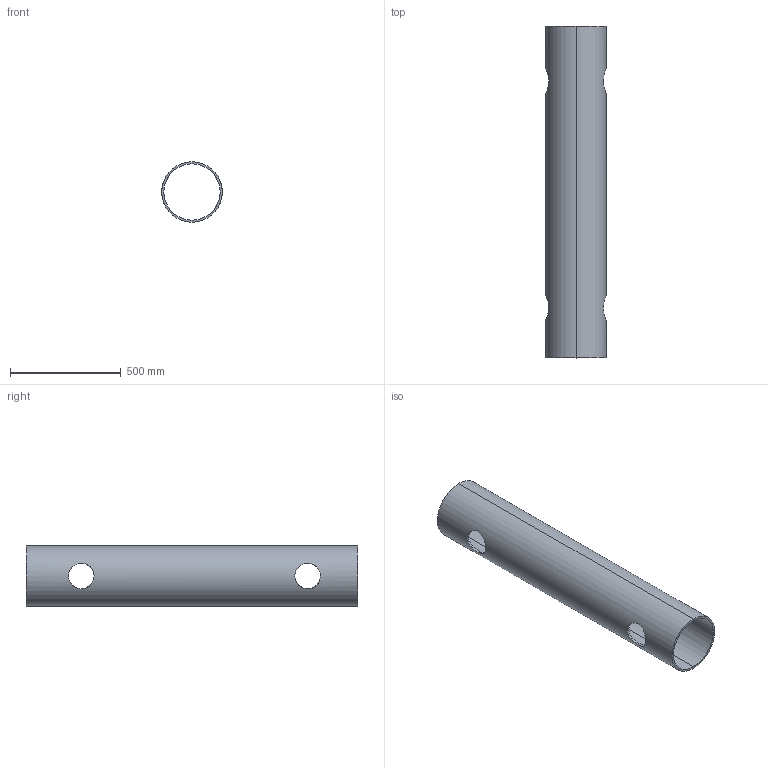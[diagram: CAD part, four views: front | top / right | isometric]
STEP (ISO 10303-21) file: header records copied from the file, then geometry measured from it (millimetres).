
FILE_DESCRIPTION (( 'STEP AP203' ), '1' );
FILE_NAME ('PSAVR-4.STEP', '2021-03-15T13:23:08', ( '' ), ( '' ), 'SwSTEP 2.0', 'SolidWorks 2021', '' );
FILE_SCHEMA (( 'CONFIG_CONTROL_DESIGN' ));
Length unit declared in the file: inch
Products named in the file (1): PSAVR-4
Bounding box: 273.05 x 1498.6 x 273.05 mm (x, y, z)
Volume: 11112015.6 mm3; surface area: 2426744.5 mm2
Topology: 1 solids, 1 shells, 14 faces, 36 edges, 24 vertices
Faces by surface type: cylinder 12, plane 2
Entity records: 1607 total; most frequent: CARTESIAN_POINT 1187, ORIENTED_EDGE 72, DIRECTION 58, EDGE_CURVE 36, VERTEX_POINT 24, EDGE_LOOP 24, AXIS2_PLACEMENT_3D 23, B_SPLINE_CURVE_WITH_KNOTS 16
